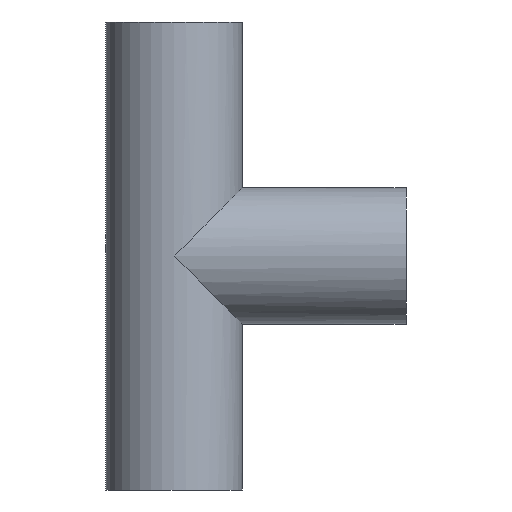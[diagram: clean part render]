
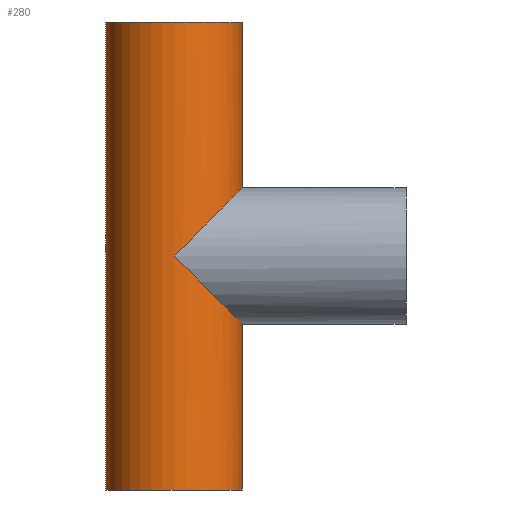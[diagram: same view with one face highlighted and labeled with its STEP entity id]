
A CAD part, front view. The second image highlights one B-rep face of the part: STEP entity #280.
In plain terms, the highlighted cylindrical face has radius 31.5 mm (diameter 63 mm), a partial arc.
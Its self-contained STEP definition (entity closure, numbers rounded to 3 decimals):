
#3 = CARTESIAN_POINT ( 'NONE',  ( -31.5, 0., 108. ) ) ;
#12 = DIRECTION ( 'NONE',  ( 1., 0., 0. ) ) ;
#20 = CARTESIAN_POINT ( 'NONE',  ( 31.5, 0., 108. ) ) ;
#25 = AXIS2_PLACEMENT_3D ( 'NONE', #101, #236, #383 ) ;
#30 = DIRECTION ( 'NONE',  ( 0., 0., -1. ) ) ;
#35 = VECTOR ( 'NONE', #371, 1000. ) ;
#39 =( BOUNDED_CURVE ( )  B_SPLINE_CURVE ( 3, ( #276, #205, #99, #240 ),
 .UNSPECIFIED., .F., .T. ) 
 B_SPLINE_CURVE_WITH_KNOTS ( ( 4, 4 ),
 ( 3.142, 4.712 ),
 .UNSPECIFIED. ) 
 CURVE ( )  GEOMETRIC_REPRESENTATION_ITEM ( )  RATIONAL_B_SPLINE_CURVE ( ( 1., 0.805, 0.805, 1. ) ) 
 REPRESENTATION_ITEM ( '' )  );
#48 = DIRECTION ( 'NONE',  ( 0., 0., -1. ) ) ;
#81 = VERTEX_POINT ( 'NONE', #272 ) ;
#86 = CARTESIAN_POINT ( 'NONE',  ( 31.5, 0., 31.5 ) ) ;
#97 = VECTOR ( 'NONE', #220, 1000. ) ;
#99 = CARTESIAN_POINT ( 'NONE',  ( 18.452, -31.5, 18.452 ) ) ;
#101 = CARTESIAN_POINT ( 'NONE',  ( 0., 0., 108. ) ) ;
#109 = CARTESIAN_POINT ( 'NONE',  ( 0., 0., 108. ) ) ;
#111 = ORIENTED_EDGE ( 'NONE', *, *, #176, .F. ) ;
#120 = VERTEX_POINT ( 'NONE', #282 ) ;
#131 = EDGE_CURVE ( 'NONE', #434, #297, #424, .T. ) ;
#134 = EDGE_CURVE ( 'NONE', #434, #437, #375, .T. ) ;
#143 =( BOUNDED_CURVE ( )  B_SPLINE_CURVE ( 3, ( #364, #166, #438, #160 ),
 .UNSPECIFIED., .F., .T. ) 
 B_SPLINE_CURVE_WITH_KNOTS ( ( 4, 4 ),
 ( 4.712, 6.283 ),
 .UNSPECIFIED. ) 
 CURVE ( )  GEOMETRIC_REPRESENTATION_ITEM ( )  RATIONAL_B_SPLINE_CURVE ( ( 1., 0.805, 0.805, 1. ) ) 
 REPRESENTATION_ITEM ( '' )  );
#146 = CIRCLE ( 'NONE', #295, 31.5 ) ;
#152 = ORIENTED_EDGE ( 'NONE', *, *, #300, .T. ) ;
#153 = CARTESIAN_POINT ( 'NONE',  ( 31.5, 0., 108. ) ) ;
#160 = CARTESIAN_POINT ( 'NONE',  ( 31.5, 0., -31.5 ) ) ;
#166 = CARTESIAN_POINT ( 'NONE',  ( 18.452, -31.5, -18.452 ) ) ;
#176 = EDGE_CURVE ( 'NONE', #432, #193, #39, .T. ) ;
#180 = EDGE_LOOP ( 'NONE', ( #334, #397, #217, #152, #431, #196, #111 ) ) ;
#193 = VERTEX_POINT ( 'NONE', #346 ) ;
#196 = ORIENTED_EDGE ( 'NONE', *, *, #395, .F. ) ;
#205 = CARTESIAN_POINT ( 'NONE',  ( 31.5, -18.452, 31.5 ) ) ;
#208 = CARTESIAN_POINT ( 'NONE',  ( 31.5, 0., 108. ) ) ;
#214 = CARTESIAN_POINT ( 'NONE',  ( -31.5, 0., -108. ) ) ;
#217 = ORIENTED_EDGE ( 'NONE', *, *, #131, .T. ) ;
#220 = DIRECTION ( 'NONE',  ( 0., 0., -1. ) ) ;
#227 = AXIS2_PLACEMENT_3D ( 'NONE', #109, #48, #362 ) ;
#236 = DIRECTION ( 'NONE',  ( 0., 0., 1. ) ) ;
#240 = CARTESIAN_POINT ( 'NONE',  ( 0., -31.5, 0. ) ) ;
#252 = FACE_OUTER_BOUND ( 'NONE', #180, .T. ) ;
#272 = CARTESIAN_POINT ( 'NONE',  ( 31.5, 0., -108. ) ) ;
#276 = CARTESIAN_POINT ( 'NONE',  ( 31.5, 0., 31.5 ) ) ;
#280 = ADVANCED_FACE ( 'NONE', ( #252 ), #392, .T. ) ;
#282 = CARTESIAN_POINT ( 'NONE',  ( 31.5, 0., -31.5 ) ) ;
#287 = EDGE_CURVE ( 'NONE', #437, #432, #356, .T. ) ;
#289 = CARTESIAN_POINT ( 'NONE',  ( 0., 0., -108. ) ) ;
#295 = AXIS2_PLACEMENT_3D ( 'NONE', #289, #391, #12 ) ;
#297 = VERTEX_POINT ( 'NONE', #214 ) ;
#300 = EDGE_CURVE ( 'NONE', #297, #81, #146, .T. ) ;
#333 = CARTESIAN_POINT ( 'NONE',  ( -31.5, 0., 108. ) ) ;
#334 = ORIENTED_EDGE ( 'NONE', *, *, #287, .F. ) ;
#346 = CARTESIAN_POINT ( 'NONE',  ( 0., -31.5, 0. ) ) ;
#356 = LINE ( 'NONE', #208, #97 ) ;
#361 = VECTOR ( 'NONE', #30, 1000. ) ;
#362 = DIRECTION ( 'NONE',  ( -1., 0., 0. ) ) ;
#364 = CARTESIAN_POINT ( 'NONE',  ( 0., -31.5, 0. ) ) ;
#366 = LINE ( 'NONE', #153, #35 ) ;
#371 = DIRECTION ( 'NONE',  ( 0., 0., -1. ) ) ;
#375 = CIRCLE ( 'NONE', #25, 31.5 ) ;
#383 = DIRECTION ( 'NONE',  ( 1., 0., 0. ) ) ;
#391 = DIRECTION ( 'NONE',  ( 0., 0., 1. ) ) ;
#392 = CYLINDRICAL_SURFACE ( 'NONE', #227, 31.5 ) ;
#395 = EDGE_CURVE ( 'NONE', #193, #120, #143, .T. ) ;
#397 = ORIENTED_EDGE ( 'NONE', *, *, #134, .F. ) ;
#416 = EDGE_CURVE ( 'NONE', #120, #81, #366, .T. ) ;
#424 = LINE ( 'NONE', #3, #361 ) ;
#431 = ORIENTED_EDGE ( 'NONE', *, *, #416, .F. ) ;
#432 = VERTEX_POINT ( 'NONE', #86 ) ;
#434 = VERTEX_POINT ( 'NONE', #333 ) ;
#437 = VERTEX_POINT ( 'NONE', #20 ) ;
#438 = CARTESIAN_POINT ( 'NONE',  ( 31.5, -18.452, -31.5 ) ) ;
